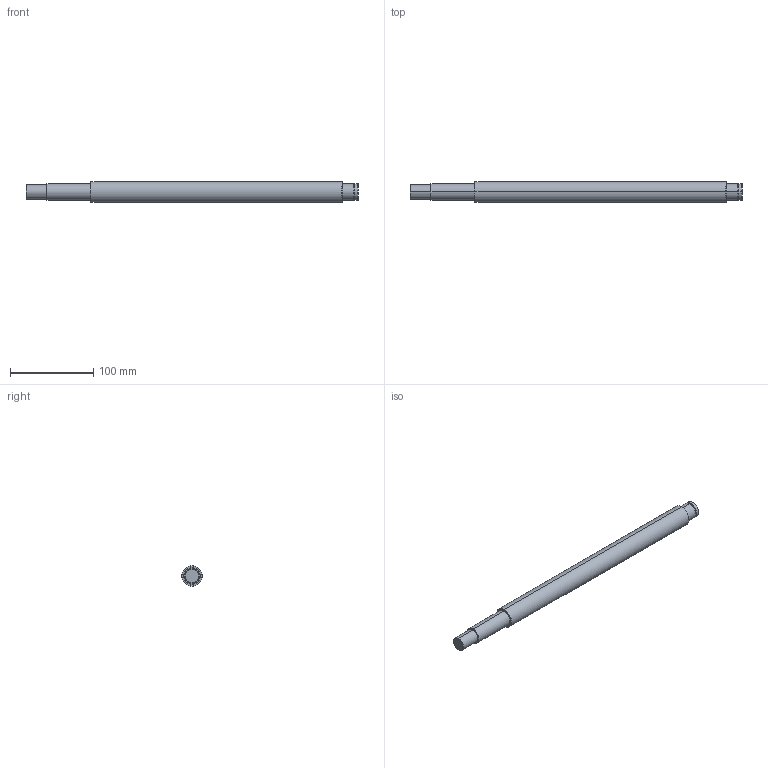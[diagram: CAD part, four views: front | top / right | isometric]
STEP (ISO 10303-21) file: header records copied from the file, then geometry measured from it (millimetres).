
FILE_DESCRIPTION (( 'STEP AP214' ), '1' );
FILE_NAME ('400 2510佪話.STEP', '2022-09-04T23:46:47', ( 'China' ), ( 'Home' ), 'SwSTEP 2.0', 'SolidWorks 2017', '' );
FILE_SCHEMA (( 'AUTOMOTIVE_DESIGN' ));
Length unit declared in the file: millimetre
Products named in the file (1): 400  2510佪話
Bounding box: 400 x 25 x 25 mm (x, y, z)
Volume: 176972.4 mm3; surface area: 30635.7 mm2
Topology: 1 solids, 1 shells, 29 faces, 56 edges, 34 vertices
Faces by surface type: cylinder 12, cone 10, plane 7
Entity records: 822 total; most frequent: DIRECTION 150, CARTESIAN_POINT 120, ORIENTED_EDGE 112, AXIS2_PLACEMENT_3D 64, EDGE_CURVE 56, CIRCLE 34, EDGE_LOOP 34, VERTEX_POINT 34
